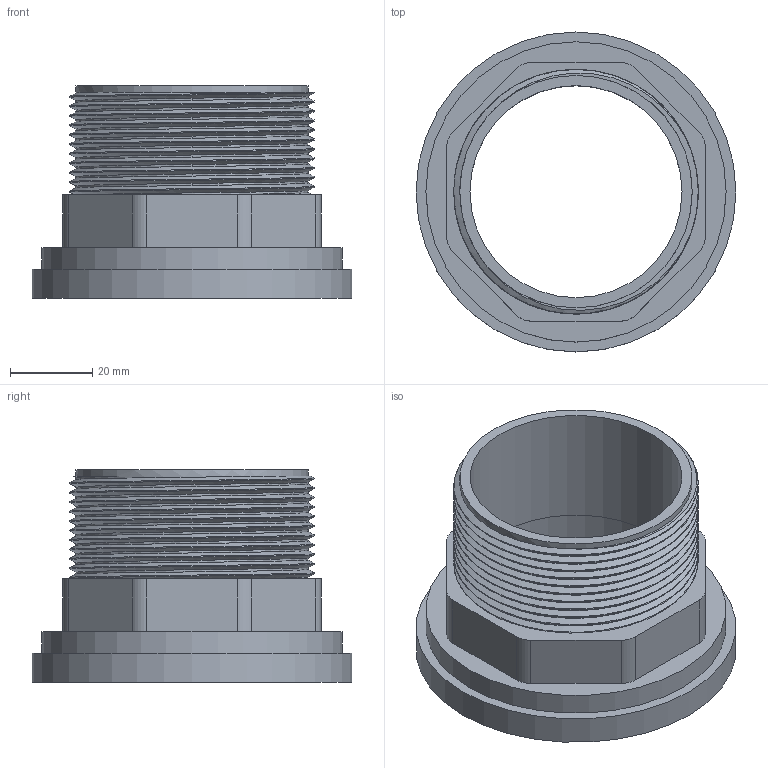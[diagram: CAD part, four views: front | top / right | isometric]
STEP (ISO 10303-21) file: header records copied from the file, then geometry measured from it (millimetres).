
FILE_DESCRIPTION(/* description */ (''),/* implementation_level */ '2;1');
FILE_NAME(/* name */ 'MF0609.000.063.step',/* time_stamp */ '2026-01-07T10:04:09+01:00',/* author */ (''),/* organization */ (''),/* preprocessor_version */ 'ST-DEVELOPER v20.1',/* originating_system */ 'Autodesk Translation Framework v14.21.0.0',/* authorisation */ '');
FILE_SCHEMA (('AUTOMOTIVE_DESIGN { 1 0 10303 214 3 1 1 }'));
Length unit declared in the file: millimetre
Products named in the file (1): 2026-01-07-08-51-44-493
Bounding box: 78 x 78 x 51.7 mm (x, y, z)
Volume: 57003.8 mm3; surface area: 27819.4 mm2
Topology: 1 solids, 1 shells, 53 faces, 141 edges, 94 vertices
Faces by surface type: cylinder 36, plane 15, bspline 2
Full cylindrical faces by diameter (mm): 51.7 x1, 53 x1, 56.656 x11, 59.614 x10, 73.2 x1, 78 x1
Entity records: 21490 total; most frequent: CARTESIAN_POINT 20197, ORIENTED_EDGE 282, DIRECTION 225, EDGE_CURVE 141, VERTEX_POINT 94, AXIS2_PLACEMENT_3D 83, EDGE_LOOP 59, LINE 59
